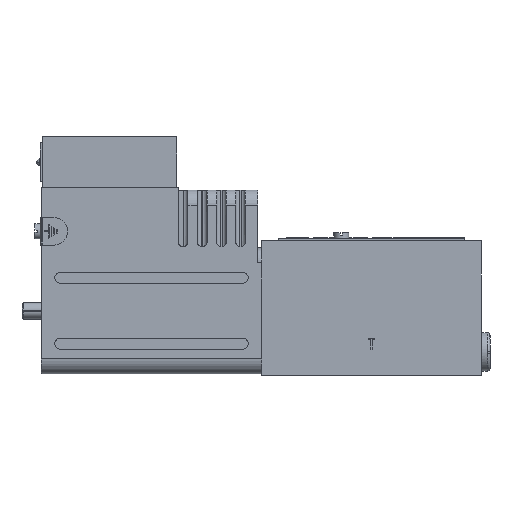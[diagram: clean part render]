
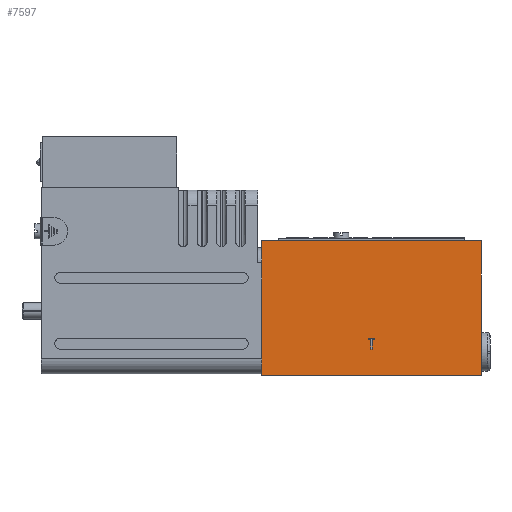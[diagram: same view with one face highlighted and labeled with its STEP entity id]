
A CAD part, front view. The second image highlights one B-rep face of the part: STEP entity #7597.
In plain terms, the highlighted planar face has unit normal (0, -1, 0).
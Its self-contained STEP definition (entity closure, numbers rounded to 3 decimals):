
#7597=ADVANCED_FACE('',(#20026,#20027),#20028,.F.);
#20026=FACE_OUTER_BOUND('',#32924,.T.);
#20027=FACE_BOUND('',#32925,.T.);
#20028=PLANE('',#32926);
#32924=EDGE_LOOP('',(#83810,#83811,#83812,#83813));
#32925=EDGE_LOOP('',(#83814,#83815,#83816,#83817,#83818,#83819,#83820,#83821));
#32926=AXIS2_PLACEMENT_3D('',#83822,#83823,#83824);
#83810=ORIENTED_EDGE('',*,*,#103553,.T.);
#83811=ORIENTED_EDGE('',*,*,#103350,.F.);
#83812=ORIENTED_EDGE('',*,*,#103383,.F.);
#83813=ORIENTED_EDGE('',*,*,#103442,.T.);
#83814=ORIENTED_EDGE('',*,*,#103554,.F.);
#83815=ORIENTED_EDGE('',*,*,#103555,.F.);
#83816=ORIENTED_EDGE('',*,*,#103556,.F.);
#83817=ORIENTED_EDGE('',*,*,#103557,.F.);
#83818=ORIENTED_EDGE('',*,*,#103558,.F.);
#83819=ORIENTED_EDGE('',*,*,#103559,.F.);
#83820=ORIENTED_EDGE('',*,*,#103560,.F.);
#83821=ORIENTED_EDGE('',*,*,#103561,.F.);
#83822=CARTESIAN_POINT('',(63.5,-7.,50.225));
#83823=DIRECTION('',(0.0,1.0,0.0));
#83824=DIRECTION('',(0.0,0.0,1.0));
#103350=EDGE_CURVE('',#131383,#131379,#131385,.T.);
#103383=EDGE_CURVE('',#131425,#131383,#131427,.T.);
#103442=EDGE_CURVE('',#131425,#131508,#131511,.T.);
#103553=EDGE_CURVE('',#131508,#131379,#131646,.T.);
#103554=EDGE_CURVE('',#131647,#131648,#131649,.T.);
#103555=EDGE_CURVE('',#131650,#131647,#131651,.T.);
#103556=EDGE_CURVE('',#131652,#131650,#131653,.T.);
#103557=EDGE_CURVE('',#131654,#131652,#131655,.T.);
#103558=EDGE_CURVE('',#131656,#131654,#131657,.T.);
#103559=EDGE_CURVE('',#131658,#131656,#131659,.T.);
#103560=EDGE_CURVE('',#131660,#131658,#131661,.T.);
#103561=EDGE_CURVE('',#131648,#131660,#131662,.T.);
#131379=VERTEX_POINT('',#192169);
#131383=VERTEX_POINT('',#192175);
#131385=LINE('',#192178,#192179);
#131425=VERTEX_POINT('',#192374);
#131427=LINE('',#192377,#192378);
#131508=VERTEX_POINT('',#192569);
#131511=LINE('',#192573,#192574);
#131646=LINE('',#193551,#193552);
#131647=VERTEX_POINT('',#193553);
#131648=VERTEX_POINT('',#193554);
#131649=LINE('',#193555,#193556);
#131650=VERTEX_POINT('',#193557);
#131651=LINE('',#193558,#193559);
#131652=VERTEX_POINT('',#193560);
#131653=LINE('',#193561,#193562);
#131654=VERTEX_POINT('',#193563);
#131655=LINE('',#193564,#193565);
#131656=VERTEX_POINT('',#193566);
#131657=LINE('',#193567,#193568);
#131658=VERTEX_POINT('',#193569);
#131659=LINE('',#193570,#193571);
#131660=VERTEX_POINT('',#193572);
#131661=LINE('',#193573,#193574);
#131662=LINE('',#193575,#193576);
#192169=CARTESIAN_POINT('',(61.5,-7.,0.));
#192175=CARTESIAN_POINT('',(61.5,-7.,49.0));
#192178=CARTESIAN_POINT('',(61.5,-7.,49.0));
#192179=VECTOR('',#215453,1.0);
#192374=CARTESIAN_POINT('',(-18.5,-7.,49.0));
#192377=CARTESIAN_POINT('',(-18.5,-7.,49.0));
#192378=VECTOR('',#215523,1.0);
#192569=CARTESIAN_POINT('',(-18.5,-7.,0.));
#192573=CARTESIAN_POINT('',(-18.5,-7.,49.0));
#192574=VECTOR('',#215671,1.0);
#193551=CARTESIAN_POINT('',(-18.5,-7.,0.));
#193552=VECTOR('',#215917,1.0);
#193553=CARTESIAN_POINT('',(22.72,-7.,13.0));
#193554=CARTESIAN_POINT('',(22.72,-7.,13.5));
#193555=CARTESIAN_POINT('',(22.72,-7.,13.0));
#193556=VECTOR('',#215918,1.0);
#193557=CARTESIAN_POINT('',(21.72,-7.,13.0));
#193558=CARTESIAN_POINT('',(21.72,-7.,13.0));
#193559=VECTOR('',#215919,1.0);
#193560=CARTESIAN_POINT('',(21.72,-7.,9.5));
#193561=CARTESIAN_POINT('',(21.72,-7.,9.5));
#193562=VECTOR('',#215920,1.0);
#193563=CARTESIAN_POINT('',(21.28,-7.,9.5));
#193564=CARTESIAN_POINT('',(21.28,-7.,9.5));
#193565=VECTOR('',#215921,1.0);
#193566=CARTESIAN_POINT('',(21.28,-7.,13.0));
#193567=CARTESIAN_POINT('',(21.28,-7.,13.0));
#193568=VECTOR('',#215922,1.0);
#193569=CARTESIAN_POINT('',(20.28,-7.,13.0));
#193570=CARTESIAN_POINT('',(20.28,-7.,13.0));
#193571=VECTOR('',#215923,1.0);
#193572=CARTESIAN_POINT('',(20.28,-7.,13.5));
#193573=CARTESIAN_POINT('',(20.28,-7.,13.5));
#193574=VECTOR('',#215924,1.0);
#193575=CARTESIAN_POINT('',(22.72,-7.,13.5));
#193576=VECTOR('',#215925,1.0);
#215453=DIRECTION('',(0.0,0.0,-1.0));
#215523=DIRECTION('',(1.0,0.0,0.0));
#215671=DIRECTION('',(0.0,0.0,-1.0));
#215917=DIRECTION('',(1.0,0.0,0.0));
#215918=DIRECTION('',(0.0,0.0,1.0));
#215919=DIRECTION('',(1.0,0.0,0.0));
#215920=DIRECTION('',(0.0,0.0,1.0));
#215921=DIRECTION('',(1.0,0.0,0.0));
#215922=DIRECTION('',(0.0,0.0,-1.0));
#215923=DIRECTION('',(1.0,0.0,0.0));
#215924=DIRECTION('',(0.0,0.0,-1.0));
#215925=DIRECTION('',(-1.0,0.0,0.0));
